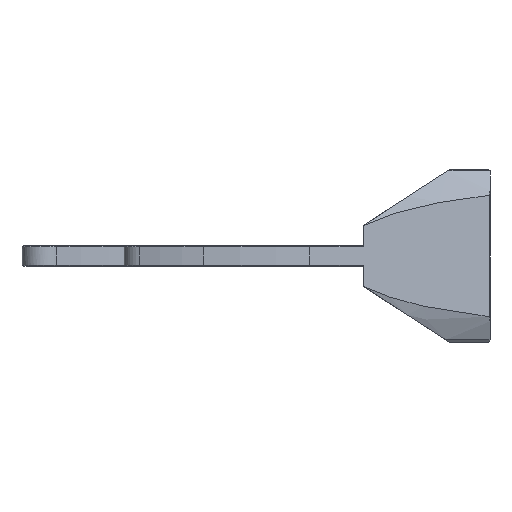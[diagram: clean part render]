
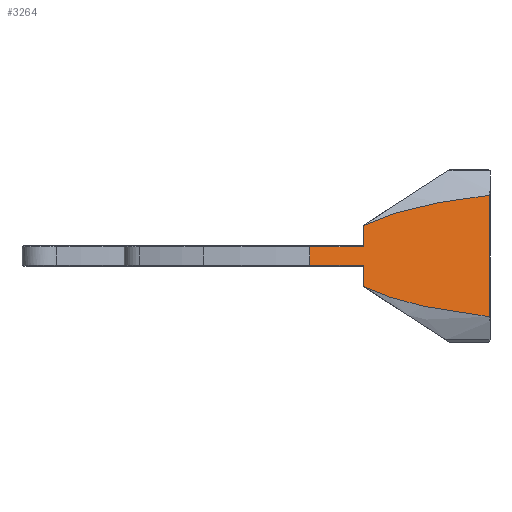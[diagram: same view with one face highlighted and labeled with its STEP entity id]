
A CAD part, left-side view. The second image highlights one B-rep face of the part: STEP entity #3264.
In plain terms, the highlighted planar face has unit normal (-0.904, -0.427, 0).
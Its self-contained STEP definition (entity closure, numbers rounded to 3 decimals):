
#317 = CARTESIAN_POINT ( 'NONE',  ( -44.304, 35.568, 2. ) ) ;
#347 = VERTEX_POINT ( 'NONE', #3511 ) ;
#387 = DIRECTION ( 'NONE',  ( 0., 0., -1. ) ) ;
#399 = CARTESIAN_POINT ( 'NONE',  ( -36.757, 19.593, -8.737 ) ) ;
#423 = CARTESIAN_POINT ( 'NONE',  ( -27.585, 0.181, 11.97 ) ) ;
#688 = CARTESIAN_POINT ( 'NONE',  ( -27.585, 0.181, 11.97 ) ) ;
#731 = CARTESIAN_POINT ( 'NONE',  ( -39.311, 25., 17. ) ) ;
#792 = CARTESIAN_POINT ( 'NONE',  ( -32.682, 10.968, 10.812 ) ) ;
#876 = CARTESIAN_POINT ( 'NONE',  ( -39.311, 25., 6. ) ) ;
#923 = LINE ( 'NONE', #4436, #3011 ) ;
#966 = CARTESIAN_POINT ( 'NONE',  ( -39.311, 25., -1.8 ) ) ;
#995 = VERTEX_POINT ( 'NONE', #876 ) ;
#1015 = LINE ( 'NONE', #3816, #1938 ) ;
#1074 =( BOUNDED_CURVE ( )  B_SPLINE_CURVE ( 3, ( #2909, #1447, #792, #423 ),
 .UNSPECIFIED., .F., .F. ) 
 B_SPLINE_CURVE_WITH_KNOTS ( ( 4, 4 ),
 ( 0.483, 1.187 ),
 .UNSPECIFIED. ) 
 CURVE ( )  GEOMETRIC_REPRESENTATION_ITEM ( )  RATIONAL_B_SPLINE_CURVE ( ( 1., 0.959, 0.959, 1. ) ) 
 REPRESENTATION_ITEM ( '' )  );
#1129 = VERTEX_POINT ( 'NONE', #688 ) ;
#1300 = VECTOR ( 'NONE', #2037, 1000. ) ;
#1366 = VECTOR ( 'NONE', #3210, 1000. ) ;
#1379 = EDGE_CURVE ( 'NONE', #995, #1585, #923, .T. ) ;
#1400 = PLANE ( 'NONE',  #2589 ) ;
#1423 = CARTESIAN_POINT ( 'NONE',  ( -39.311, 25., -6. ) ) ;
#1426 = ORIENTED_EDGE ( 'NONE', *, *, #3582, .T. ) ;
#1447 = CARTESIAN_POINT ( 'NONE',  ( -36.757, 19.593, 8.737 ) ) ;
#1547 = EDGE_LOOP ( 'NONE', ( #4125, #4317, #3148, #4426, #1808, #2223, #1426, #1604 ) ) ;
#1585 = VERTEX_POINT ( 'NONE', #2615 ) ;
#1604 = ORIENTED_EDGE ( 'NONE', *, *, #2841, .T. ) ;
#1690 = DIRECTION ( 'NONE',  ( 0.904, 0.427, 0. ) ) ;
#1715 = LINE ( 'NONE', #3439, #4513 ) ;
#1808 = ORIENTED_EDGE ( 'NONE', *, *, #3285, .T. ) ;
#1852 = VERTEX_POINT ( 'NONE', #3590 ) ;
#1938 = VECTOR ( 'NONE', #4492, 1000. ) ;
#2037 = DIRECTION ( 'NONE',  ( 0., 0., 1. ) ) ;
#2099 = FACE_OUTER_BOUND ( 'NONE', #1547, .T. ) ;
#2100 = CARTESIAN_POINT ( 'NONE',  ( -32.682, 10.968, -10.812 ) ) ;
#2223 = ORIENTED_EDGE ( 'NONE', *, *, #3470, .F. ) ;
#2226 = VECTOR ( 'NONE', #387, 1000. ) ;
#2362 = LINE ( 'NONE', #317, #1300 ) ;
#2382 = DIRECTION ( 'NONE',  ( 0., 0., -1. ) ) ;
#2487 = CARTESIAN_POINT ( 'NONE',  ( -22.482, -10.622, -1.8 ) ) ;
#2589 = AXIS2_PLACEMENT_3D ( 'NONE', #2794, #1690, #4517 ) ;
#2615 = CARTESIAN_POINT ( 'NONE',  ( -39.311, 25., 1.8 ) ) ;
#2621 = CARTESIAN_POINT ( 'NONE',  ( -39.311, 25., -6. ) ) ;
#2794 = CARTESIAN_POINT ( 'NONE',  ( -22.482, -10.622, 17. ) ) ;
#2841 = EDGE_CURVE ( 'NONE', #3292, #3128, #2865, .T. ) ;
#2844 = CARTESIAN_POINT ( 'NONE',  ( -44.304, 35.568, -1.8 ) ) ;
#2865 = LINE ( 'NONE', #731, #2226 ) ;
#2909 = CARTESIAN_POINT ( 'NONE',  ( -39.311, 25., 6. ) ) ;
#3011 = VECTOR ( 'NONE', #2382, 1000. ) ;
#3128 = VERTEX_POINT ( 'NONE', #2621 ) ;
#3148 = ORIENTED_EDGE ( 'NONE', *, *, #3573, .F. ) ;
#3183 = CARTESIAN_POINT ( 'NONE',  ( -27.585, 0.181, -11.97 ) ) ;
#3210 = DIRECTION ( 'NONE',  ( 0.427, -0.904, 0. ) ) ;
#3264 = ADVANCED_FACE ( 'NONE', ( #2099 ), #1400, .F. ) ;
#3270 = EDGE_CURVE ( 'NONE', #1852, #1129, #1715, .T. ) ;
#3285 = EDGE_CURVE ( 'NONE', #1585, #347, #1015, .T. ) ;
#3292 = VERTEX_POINT ( 'NONE', #966 ) ;
#3439 = CARTESIAN_POINT ( 'NONE',  ( -27.585, 0.181, 17. ) ) ;
#3470 = EDGE_CURVE ( 'NONE', #3518, #347, #2362, .T. ) ;
#3511 = CARTESIAN_POINT ( 'NONE',  ( -44.304, 35.568, 1.8 ) ) ;
#3518 = VERTEX_POINT ( 'NONE', #2844 ) ;
#3573 = EDGE_CURVE ( 'NONE', #995, #1129, #1074, .T. ) ;
#3582 = EDGE_CURVE ( 'NONE', #3518, #3292, #3601, .T. ) ;
#3590 = CARTESIAN_POINT ( 'NONE',  ( -27.585, 0.181, -11.97 ) ) ;
#3601 = LINE ( 'NONE', #2487, #1366 ) ;
#3739 =( BOUNDED_CURVE ( )  B_SPLINE_CURVE ( 3, ( #3183, #2100, #399, #1423 ),
 .UNSPECIFIED., .F., .F. ) 
 B_SPLINE_CURVE_WITH_KNOTS ( ( 4, 4 ),
 ( 5.096, 5.8 ),
 .UNSPECIFIED. ) 
 CURVE ( )  GEOMETRIC_REPRESENTATION_ITEM ( )  RATIONAL_B_SPLINE_CURVE ( ( 1., 0.959, 0.959, 1. ) ) 
 REPRESENTATION_ITEM ( '' )  );
#3816 = CARTESIAN_POINT ( 'NONE',  ( -44.304, 35.568, 1.8 ) ) ;
#3995 = EDGE_CURVE ( 'NONE', #1852, #3128, #3739, .T. ) ;
#4125 = ORIENTED_EDGE ( 'NONE', *, *, #3995, .F. ) ;
#4159 = DIRECTION ( 'NONE',  ( 0., 0., 1. ) ) ;
#4317 = ORIENTED_EDGE ( 'NONE', *, *, #3270, .T. ) ;
#4426 = ORIENTED_EDGE ( 'NONE', *, *, #1379, .T. ) ;
#4436 = CARTESIAN_POINT ( 'NONE',  ( -39.311, 25., 17. ) ) ;
#4492 = DIRECTION ( 'NONE',  ( -0.427, 0.904, 0. ) ) ;
#4513 = VECTOR ( 'NONE', #4159, 1000. ) ;
#4517 = DIRECTION ( 'NONE',  ( -0.427, 0.904, 0. ) ) ;
